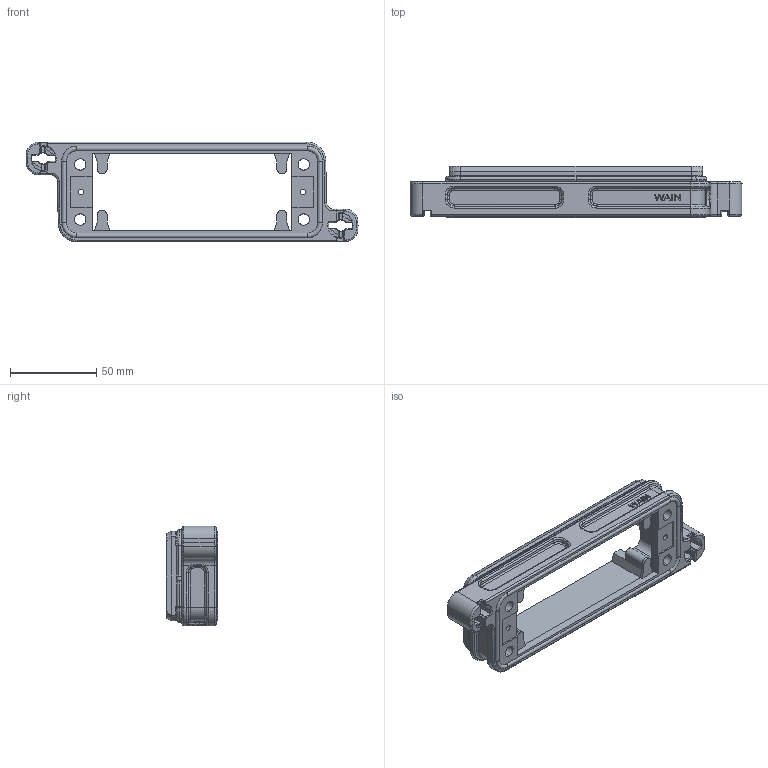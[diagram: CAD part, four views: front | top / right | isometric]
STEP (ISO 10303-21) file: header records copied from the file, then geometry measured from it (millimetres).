
FILE_DESCRIPTION(/* description */ (''),/* implementation_level */ '2;1');
FILE_NAME(/* name */ '3D_1136243401001_HP24B_H-BK-2T_V1.1.stp',/* time_stamp */ '2023-12-21T19:44:51+08:00',/* author */ (''),/* organization */ (''),/* preprocessor_version */ 'ST-DEVELOPER v18.1',/* originating_system */ 'SIEMENS PLM Software NX 1980',/* authorisation */ '');
FILE_SCHEMA (('AUTOMOTIVE_DESIGN { 1 0 10303 214 3 1 1 1 }'));
Length unit declared in the file: millimetre
Products named in the file (1): 3D_1136243401001_HP24B_H-BK-2T_V1.0_stp
Bounding box: 193 x 29.7 x 58 mm (x, y, z)
Volume: 73207.8 mm3; surface area: 42148.3 mm2
Topology: 1 solids, 1 shells, 773 faces, 1934 edges, 1174 vertices
Faces by surface type: plane 290, cylinder 209, torus 124, cone 70, bspline 54, extrusion 16, sphere 10
Entity records: 27650 total; most frequent: CARTESIAN_POINT 11174, ORIENTED_EDGE 3848, DIRECTION 2714, EDGE_CURVE 1924, VERTEX_POINT 1174, AXIS2_PLACEMENT_3D 976, B_SPLINE_CURVE_WITH_KNOTS 900, EDGE_LOOP 812
